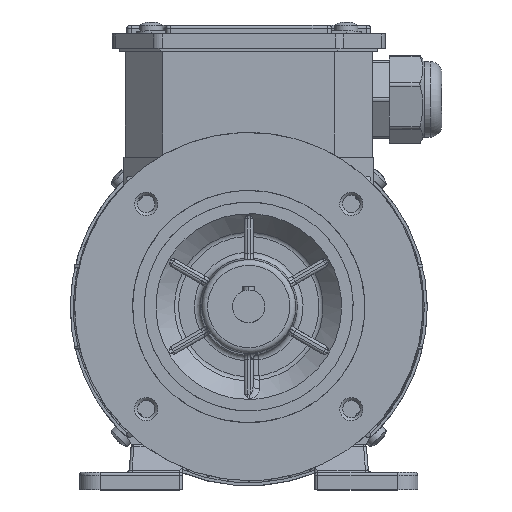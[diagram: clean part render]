
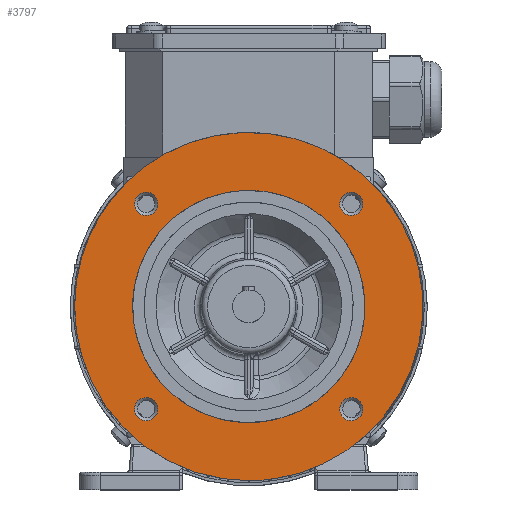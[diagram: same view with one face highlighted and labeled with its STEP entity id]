
A CAD part, top view. The second image highlights one B-rep face of the part: STEP entity #3797.
In plain terms, the highlighted planar face has unit normal (0, 0, 1).
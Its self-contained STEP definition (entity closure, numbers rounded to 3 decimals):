
#490=FACE_BOUND('',#8064,.T.);
#491=FACE_BOUND('',#8065,.T.);
#492=FACE_BOUND('',#8066,.T.);
#493=FACE_BOUND('',#8067,.T.);
#494=FACE_BOUND('',#8068,.T.);
#495=FACE_BOUND('',#8069,.T.);
#2024=(
BOUNDED_CURVE()
B_SPLINE_CURVE(2,(#46001,#46002,#46003,#46004,#46005,#46006,#46007),
 .UNSPECIFIED.,.T.,.F.)
B_SPLINE_CURVE_WITH_KNOTS((1,2,2,2,2,1),(-0.333,0.,0.333,
0.667,1.,1.333),.UNSPECIFIED.)
CURVE()
GEOMETRIC_REPRESENTATION_ITEM()
RATIONAL_B_SPLINE_CURVE((1.,0.5,1.,0.5,1.,0.5,1.))
REPRESENTATION_ITEM('')
);
#2025=(
BOUNDED_CURVE()
B_SPLINE_CURVE(2,(#46009,#46010,#46011,#46012,#46013,#46014,#46015),
 .UNSPECIFIED.,.T.,.F.)
B_SPLINE_CURVE_WITH_KNOTS((1,2,2,2,2,1),(-0.333,0.,0.333,
0.667,1.,1.333),.UNSPECIFIED.)
CURVE()
GEOMETRIC_REPRESENTATION_ITEM()
RATIONAL_B_SPLINE_CURVE((1.,0.5,1.,0.5,1.,0.5,1.))
REPRESENTATION_ITEM('')
);
#2026=(
BOUNDED_CURVE()
B_SPLINE_CURVE(2,(#46017,#46018,#46019,#46020,#46021,#46022,#46023),
 .UNSPECIFIED.,.T.,.F.)
B_SPLINE_CURVE_WITH_KNOTS((1,2,2,2,2,1),(-0.333,0.,0.333,
0.667,1.,1.333),.UNSPECIFIED.)
CURVE()
GEOMETRIC_REPRESENTATION_ITEM()
RATIONAL_B_SPLINE_CURVE((1.,0.5,1.,0.5,1.,0.5,1.))
REPRESENTATION_ITEM('')
);
#2027=(
BOUNDED_CURVE()
B_SPLINE_CURVE(2,(#46025,#46026,#46027,#46028,#46029,#46030,#46031),
 .UNSPECIFIED.,.T.,.F.)
B_SPLINE_CURVE_WITH_KNOTS((1,2,2,2,2,1),(-0.333,0.,0.333,
0.667,1.,1.333),.UNSPECIFIED.)
CURVE()
GEOMETRIC_REPRESENTATION_ITEM()
RATIONAL_B_SPLINE_CURVE((1.,0.5,1.,0.5,1.,0.5,1.))
REPRESENTATION_ITEM('')
);
#2028=(
BOUNDED_CURVE()
B_SPLINE_CURVE(2,(#46033,#46034,#46035,#46036,#46037,#46038,#46039),
 .UNSPECIFIED.,.T.,.F.)
B_SPLINE_CURVE_WITH_KNOTS((1,2,2,2,2,1),(-0.333,0.,0.333,
0.667,1.,1.333),.UNSPECIFIED.)
CURVE()
GEOMETRIC_REPRESENTATION_ITEM()
RATIONAL_B_SPLINE_CURVE((1.,0.5,1.,0.5,1.,0.5,1.))
REPRESENTATION_ITEM('')
);
#2029=(
BOUNDED_CURVE()
B_SPLINE_CURVE(2,(#46041,#46042,#46043,#46044,#46045,#46046,#46047),
 .UNSPECIFIED.,.T.,.F.)
B_SPLINE_CURVE_WITH_KNOTS((1,2,2,2,2,1),(-0.333,0.,0.333,
0.667,1.,1.333),.UNSPECIFIED.)
CURVE()
GEOMETRIC_REPRESENTATION_ITEM()
RATIONAL_B_SPLINE_CURVE((1.,0.5,1.,0.5,1.,0.5,1.))
REPRESENTATION_ITEM('')
);
#3797=ADVANCED_FACE('F2957',(#490,#491,#492,#493,#494,#495),#5156,.F.);
#5156=PLANE('',#31680);
#8064=EDGE_LOOP('',(#12876));
#8065=EDGE_LOOP('',(#12877));
#8066=EDGE_LOOP('',(#12878));
#8067=EDGE_LOOP('',(#12879));
#8068=EDGE_LOOP('',(#12880));
#8069=EDGE_LOOP('',(#12881));
#12876=ORIENTED_EDGE('',*,*,#24287,.F.);
#12877=ORIENTED_EDGE('',*,*,#24288,.F.);
#12878=ORIENTED_EDGE('',*,*,#24289,.F.);
#12879=ORIENTED_EDGE('',*,*,#24290,.F.);
#12880=ORIENTED_EDGE('',*,*,#24286,.F.);
#12881=ORIENTED_EDGE('',*,*,#24291,.F.);
#19977=VERTEX_POINT('',#46000);
#19978=VERTEX_POINT('',#46016);
#19979=VERTEX_POINT('',#46024);
#19980=VERTEX_POINT('',#46032);
#19981=VERTEX_POINT('',#46040);
#19982=VERTEX_POINT('',#46048);
#24286=EDGE_CURVE('E7957',#19977,#19977,#2024,.T.);
#24287=EDGE_CURVE('E7954',#19978,#19978,#2025,.T.);
#24288=EDGE_CURVE('E7950',#19979,#19979,#2026,.T.);
#24289=EDGE_CURVE('E7946',#19980,#19980,#2027,.T.);
#24290=EDGE_CURVE('E7942',#19981,#19981,#2028,.T.);
#24291=EDGE_CURVE('E7826',#19982,#19982,#2029,.T.);
#31680=AXIS2_PLACEMENT_3D('',#46049,#34001,#34002);
#34001=DIRECTION('',(0.,0.,-1.));
#34002=DIRECTION('',(-1.,0.,0.));
#46000=CARTESIAN_POINT('',(0.,40.,-23.));
#46001=CARTESIAN_POINT('',(0.,40.,-23.));
#46002=CARTESIAN_POINT('',(-69.282,40.,-23.));
#46003=CARTESIAN_POINT('',(-34.641,-20.,-23.));
#46004=CARTESIAN_POINT('',(0.,-80.,-23.));
#46005=CARTESIAN_POINT('',(34.641,-20.,-23.));
#46006=CARTESIAN_POINT('',(69.282,40.,-23.));
#46007=CARTESIAN_POINT('',(0.,40.,-23.));
#46009=CARTESIAN_POINT('',(-35.355,-31.355,-23.));
#46010=CARTESIAN_POINT('',(-42.284,-31.355,-23.));
#46011=CARTESIAN_POINT('',(-38.819,-37.355,-23.));
#46012=CARTESIAN_POINT('',(-35.355,-43.355,-23.));
#46013=CARTESIAN_POINT('',(-31.891,-37.355,-23.));
#46014=CARTESIAN_POINT('',(-28.427,-31.355,-23.));
#46015=CARTESIAN_POINT('',(-35.355,-31.355,-23.));
#46016=CARTESIAN_POINT('',(-35.355,-31.355,-23.));
#46017=CARTESIAN_POINT('',(31.355,-35.355,-23.));
#46018=CARTESIAN_POINT('',(31.355,-42.284,-23.));
#46019=CARTESIAN_POINT('',(37.355,-38.819,-23.));
#46020=CARTESIAN_POINT('',(43.355,-35.355,-23.));
#46021=CARTESIAN_POINT('',(37.355,-31.891,-23.));
#46022=CARTESIAN_POINT('',(31.355,-28.427,-23.));
#46023=CARTESIAN_POINT('',(31.355,-35.355,-23.));
#46024=CARTESIAN_POINT('',(31.355,-35.355,-23.));
#46025=CARTESIAN_POINT('',(35.355,31.355,-23.));
#46026=CARTESIAN_POINT('',(42.284,31.355,-23.));
#46027=CARTESIAN_POINT('',(38.819,37.355,-23.));
#46028=CARTESIAN_POINT('',(35.355,43.355,-23.));
#46029=CARTESIAN_POINT('',(31.891,37.355,-23.));
#46030=CARTESIAN_POINT('',(28.427,31.355,-23.));
#46031=CARTESIAN_POINT('',(35.355,31.355,-23.));
#46032=CARTESIAN_POINT('',(35.355,31.355,-23.));
#46033=CARTESIAN_POINT('',(-31.355,35.355,-23.));
#46034=CARTESIAN_POINT('',(-31.355,42.284,-23.));
#46035=CARTESIAN_POINT('',(-37.355,38.819,-23.));
#46036=CARTESIAN_POINT('',(-43.355,35.355,-23.));
#46037=CARTESIAN_POINT('',(-37.355,31.891,-23.));
#46038=CARTESIAN_POINT('',(-31.355,28.427,-23.));
#46039=CARTESIAN_POINT('',(-31.355,35.355,-23.));
#46040=CARTESIAN_POINT('',(-31.355,35.355,-23.));
#46041=CARTESIAN_POINT('',(0.,-60.,-23.));
#46042=CARTESIAN_POINT('',(-103.923,-60.,-23.));
#46043=CARTESIAN_POINT('',(-51.962,30.,-23.));
#46044=CARTESIAN_POINT('',(0.,120.,-23.));
#46045=CARTESIAN_POINT('',(51.962,30.,-23.));
#46046=CARTESIAN_POINT('',(103.923,-60.,-23.));
#46047=CARTESIAN_POINT('',(0.,-60.,-23.));
#46048=CARTESIAN_POINT('',(0.,-60.,-23.));
#46049=CARTESIAN_POINT('',(0.,0.,
-23.));
